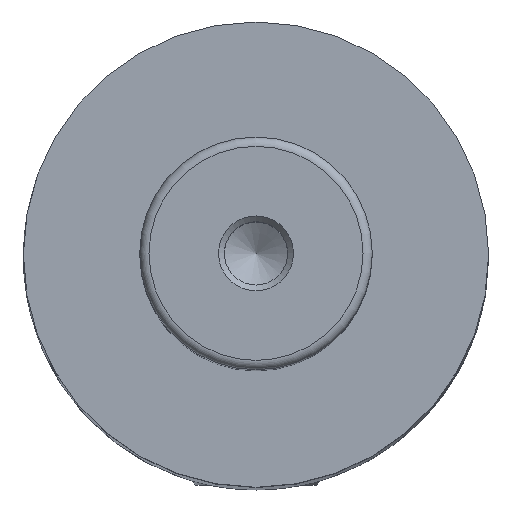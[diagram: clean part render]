
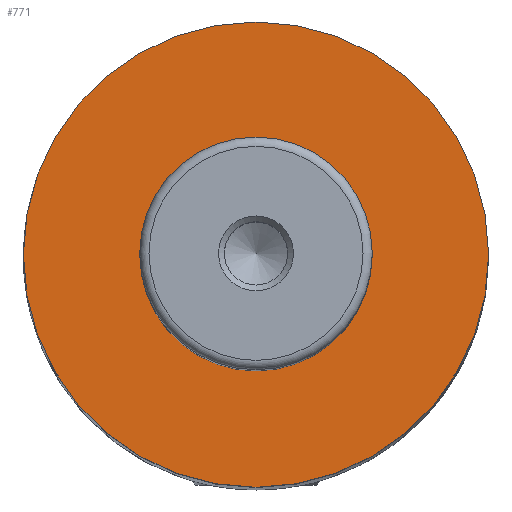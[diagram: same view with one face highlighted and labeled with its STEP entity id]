
A CAD part, top view. The second image highlights one B-rep face of the part: STEP entity #771.
In plain terms, the highlighted planar face has unit normal (0, 0, 1).
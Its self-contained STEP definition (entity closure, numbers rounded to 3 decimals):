
#19=FACE_BOUND('',#253,.T.);
#27=PLANE('',#884);
#206=FACE_OUTER_BOUND('',#252,.T.);
#252=EDGE_LOOP('',(#661,#662));
#253=EDGE_LOOP('',(#663,#664));
#313=CIRCLE('',#864,12.5);
#314=CIRCLE('',#865,12.5);
#315=CIRCLE('',#867,25.);
#316=CIRCLE('',#868,25.);
#374=VERTEX_POINT('',#1320);
#375=VERTEX_POINT('',#1321);
#376=VERTEX_POINT('',#1326);
#377=VERTEX_POINT('',#1328);
#467=EDGE_CURVE('',#374,#375,#313,.T.);
#468=EDGE_CURVE('',#375,#374,#314,.T.);
#471=EDGE_CURVE('',#376,#377,#315,.T.);
#472=EDGE_CURVE('',#377,#376,#316,.T.);
#661=ORIENTED_EDGE('',*,*,#472,.F.);
#662=ORIENTED_EDGE('',*,*,#471,.F.);
#663=ORIENTED_EDGE('',*,*,#467,.T.);
#664=ORIENTED_EDGE('',*,*,#468,.T.);
#771=ADVANCED_FACE('',(#206,#19),#27,.T.);
#864=AXIS2_PLACEMENT_3D('',#1322,#1031,#1032);
#865=AXIS2_PLACEMENT_3D('',#1323,#1033,#1034);
#867=AXIS2_PLACEMENT_3D('',#1329,#1039,#1040);
#868=AXIS2_PLACEMENT_3D('',#1330,#1041,#1042);
#884=AXIS2_PLACEMENT_3D('',#1352,#1075,#1076);
#1031=DIRECTION('center_axis',(0.,0.,-1.));
#1032=DIRECTION('ref_axis',(-1.,0.,0.));
#1033=DIRECTION('center_axis',(0.,0.,-1.));
#1034=DIRECTION('ref_axis',(-1.,0.,0.));
#1039=DIRECTION('center_axis',(0.,0.,-1.));
#1040=DIRECTION('ref_axis',(-1.,0.,0.));
#1041=DIRECTION('center_axis',(0.,0.,-1.));
#1042=DIRECTION('ref_axis',(-1.,0.,0.));
#1075=DIRECTION('center_axis',(0.,0.,1.));
#1076=DIRECTION('ref_axis',(1.,0.,0.));
#1320=CARTESIAN_POINT('',(-12.5,0.,167.));
#1321=CARTESIAN_POINT('',(12.5,0.,167.));
#1322=CARTESIAN_POINT('Origin',(0.,0.,167.));
#1323=CARTESIAN_POINT('Origin',(0.,0.,167.));
#1326=CARTESIAN_POINT('',(25.,0.,167.));
#1328=CARTESIAN_POINT('',(-25.,0.,167.));
#1329=CARTESIAN_POINT('Origin',(0.,0.,167.));
#1330=CARTESIAN_POINT('Origin',(0.,0.,167.));
#1352=CARTESIAN_POINT('Origin',(-20.,0.,167.));
